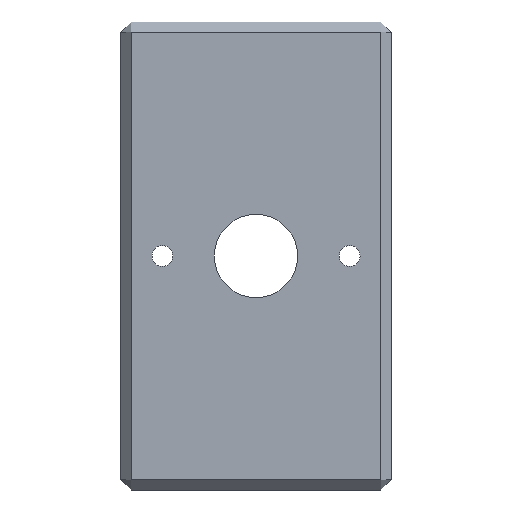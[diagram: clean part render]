
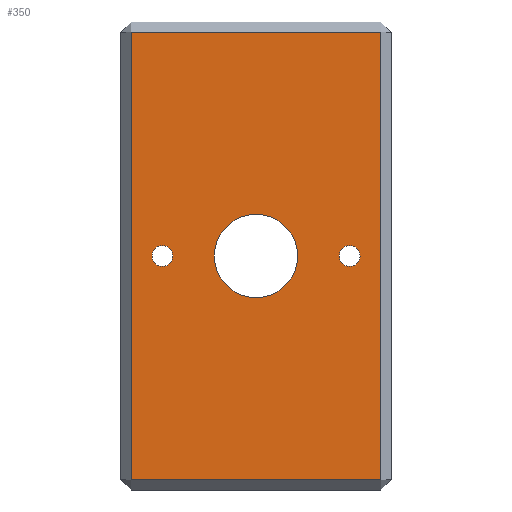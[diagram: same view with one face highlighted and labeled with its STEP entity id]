
A CAD part, left-side view. The second image highlights one B-rep face of the part: STEP entity #350.
In plain terms, the highlighted planar face has unit normal (-1, 0, 0).
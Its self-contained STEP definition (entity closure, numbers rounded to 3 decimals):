
#21=FACE_BOUND('',#70,.T.);
#22=FACE_BOUND('',#71,.T.);
#23=FACE_BOUND('',#72,.T.);
#27=CIRCLE('',#389,4.);
#28=CIRCLE('',#390,1.);
#29=CIRCLE('',#391,1.);
#45=FACE_OUTER_BOUND('',#69,.T.);
#69=EDGE_LOOP('',(#290,#291,#292,#293));
#70=EDGE_LOOP('',(#294));
#71=EDGE_LOOP('',(#295));
#72=EDGE_LOOP('',(#296));
#88=LINE('',#515,#127);
#92=LINE('',#524,#131);
#101=LINE('',#541,#140);
#105=LINE('',#549,#144);
#127=VECTOR('',#417,10.);
#131=VECTOR('',#425,10.);
#140=VECTOR('',#440,10.);
#144=VECTOR('',#448,10.);
#156=VERTEX_POINT('',#494);
#160=VERTEX_POINT('',#502);
#164=VERTEX_POINT('',#517);
#169=VERTEX_POINT('',#533);
#179=VERTEX_POINT('',#571);
#180=VERTEX_POINT('',#573);
#181=VERTEX_POINT('',#575);
#192=EDGE_CURVE('',#156,#160,#88,.T.);
#196=EDGE_CURVE('',#164,#156,#92,.T.);
#205=EDGE_CURVE('',#169,#164,#101,.T.);
#209=EDGE_CURVE('',#160,#169,#105,.T.);
#221=EDGE_CURVE('',#179,#179,#27,.T.);
#222=EDGE_CURVE('',#180,#180,#28,.T.);
#223=EDGE_CURVE('',#181,#181,#29,.T.);
#290=ORIENTED_EDGE('',*,*,#192,.F.);
#291=ORIENTED_EDGE('',*,*,#196,.F.);
#292=ORIENTED_EDGE('',*,*,#205,.F.);
#293=ORIENTED_EDGE('',*,*,#209,.F.);
#294=ORIENTED_EDGE('',*,*,#221,.F.);
#295=ORIENTED_EDGE('',*,*,#222,.F.);
#296=ORIENTED_EDGE('',*,*,#223,.F.);
#332=PLANE('',#388);
#350=ADVANCED_FACE('',(#45,#21,#22,#23),#332,.T.);
#388=AXIS2_PLACEMENT_3D('',#570,#471,#472);
#389=AXIS2_PLACEMENT_3D('',#572,#473,#474);
#390=AXIS2_PLACEMENT_3D('',#574,#475,#476);
#391=AXIS2_PLACEMENT_3D('',#576,#477,#478);
#417=DIRECTION('',(0.,1.,0.));
#425=DIRECTION('',(0.,0.,-1.));
#440=DIRECTION('',(0.,-1.,0.));
#448=DIRECTION('',(0.,0.,1.));
#471=DIRECTION('center_axis',(-1.,0.,0.));
#472=DIRECTION('ref_axis',(0.,-1.,0.));
#473=DIRECTION('center_axis',(-1.,0.,0.));
#474=DIRECTION('ref_axis',(0.,-1.,0.));
#475=DIRECTION('center_axis',(-1.,0.,0.));
#476=DIRECTION('ref_axis',(0.,-1.,0.));
#477=DIRECTION('center_axis',(-1.,0.,0.));
#478=DIRECTION('ref_axis',(0.,-1.,0.));
#494=CARTESIAN_POINT('',(-201.75,23.617,-203.864));
#502=CARTESIAN_POINT('',(-201.75,47.617,-203.864));
#515=CARTESIAN_POINT('',(-201.75,43.117,-203.864));
#517=CARTESIAN_POINT('',(-201.75,23.617,-160.864));
#524=CARTESIAN_POINT('',(-201.75,23.617,-193.614));
#533=CARTESIAN_POINT('',(-201.75,47.617,-160.864));
#541=CARTESIAN_POINT('',(-201.75,28.117,-160.864));
#549=CARTESIAN_POINT('',(-201.75,47.617,-171.114));
#570=CARTESIAN_POINT('Origin',(-201.75,35.617,-182.364));
#571=CARTESIAN_POINT('',(-201.75,39.617,-182.364));
#572=CARTESIAN_POINT('Origin',(-201.75,35.617,-182.364));
#573=CARTESIAN_POINT('',(-201.75,45.617,-182.364));
#574=CARTESIAN_POINT('Origin',(-201.75,44.617,-182.364));
#575=CARTESIAN_POINT('',(-201.75,27.617,-182.364));
#576=CARTESIAN_POINT('Origin',(-201.75,26.617,-182.364));
